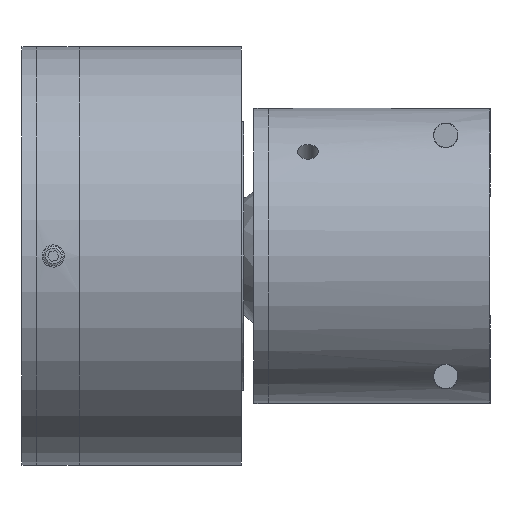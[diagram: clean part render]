
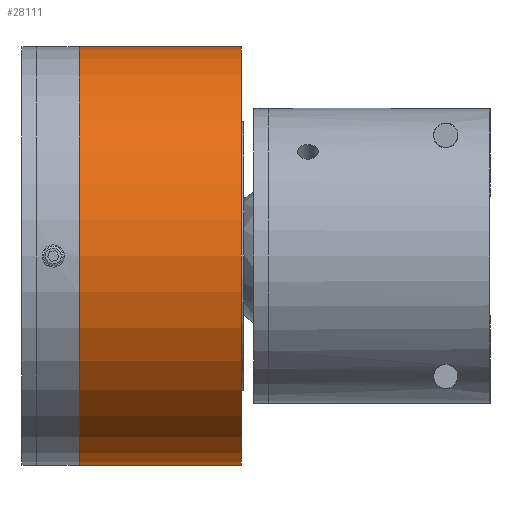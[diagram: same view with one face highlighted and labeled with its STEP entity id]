
A CAD part, front view. The second image highlights one B-rep face of the part: STEP entity #28111.
In plain terms, the highlighted cylindrical face has radius 42.5 mm (diameter 85 mm), a full revolution.
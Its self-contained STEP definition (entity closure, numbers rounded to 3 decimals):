
#2717 = EDGE_CURVE ( 'NONE', #18210, #15385, #17242, .T. ) ;
#2998 = CARTESIAN_POINT ( 'NONE',  ( 8.5, 0., 42.5 ) ) ;
#3817 = AXIS2_PLACEMENT_3D ( 'NONE', #7458, #4066, #16291 ) ;
#4012 = AXIS2_PLACEMENT_3D ( 'NONE', #21367, #33011, #35815 ) ;
#4066 = DIRECTION ( 'NONE',  ( -1., 0., 0. ) ) ;
#5431 = EDGE_LOOP ( 'NONE', ( #12460, #32863, #31619, #35442 ) ) ;
#5694 = VECTOR ( 'NONE', #7160, 1000. ) ;
#6789 = EDGE_CURVE ( 'NONE', #28639, #28639, #25453, .T. ) ;
#7160 = DIRECTION ( 'NONE',  ( -1., 0., 0. ) ) ;
#7458 = CARTESIAN_POINT ( 'NONE',  ( 41.5, 0., 0. ) ) ;
#7810 = CARTESIAN_POINT ( 'NONE',  ( 12.5, 41.5, -9.165 ) ) ;
#8033 = CIRCLE ( 'NONE', #16439, 42.5 ) ;
#8200 = DIRECTION ( 'NONE',  ( 1., 0., 0. ) ) ;
#9031 = VERTEX_POINT ( 'NONE', #2998 ) ;
#9646 = DIRECTION ( 'NONE',  ( 1., 0., 0. ) ) ;
#9918 = CIRCLE ( 'NONE', #11124, 42.5 ) ;
#9924 = FACE_OUTER_BOUND ( 'NONE', #32395, .T. ) ;
#10875 = DIRECTION ( 'NONE',  ( -1., 0., 0. ) ) ;
#11058 = CARTESIAN_POINT ( 'NONE',  ( 8.5, 41.5, 9.165 ) ) ;
#11124 = AXIS2_PLACEMENT_3D ( 'NONE', #27700, #8200, #37099 ) ;
#12460 = ORIENTED_EDGE ( 'NONE', *, *, #36621, .T. ) ;
#13709 = DIRECTION ( 'NONE',  ( 0., 0., 1. ) ) ;
#15067 = EDGE_CURVE ( 'NONE', #33963, #18210, #32905, .T. ) ;
#15385 = VERTEX_POINT ( 'NONE', #7810 ) ;
#16103 = CYLINDRICAL_SURFACE ( 'NONE', #4012, 42.5 ) ;
#16291 = DIRECTION ( 'NONE',  ( 0., 0., 1. ) ) ;
#16439 = AXIS2_PLACEMENT_3D ( 'NONE', #24751, #10875, #13709 ) ;
#17242 = CIRCLE ( 'NONE', #32843, 42.5 ) ;
#18210 = VERTEX_POINT ( 'NONE', #25352 ) ;
#20318 = ORIENTED_EDGE ( 'NONE', *, *, #22925, .F. ) ;
#20920 = CARTESIAN_POINT ( 'NONE',  ( 32.5, 41.5, -9.165 ) ) ;
#21241 = DIRECTION ( 'NONE',  ( 0., -1., 0. ) ) ;
#21367 = CARTESIAN_POINT ( 'NONE',  ( 8.5, 0., 0. ) ) ;
#22925 = EDGE_CURVE ( 'NONE', #9031, #9031, #8033, .T. ) ;
#23048 = VERTEX_POINT ( 'NONE', #20920 ) ;
#23767 = VECTOR ( 'NONE', #9646, 1000. ) ;
#24166 = FACE_BOUND ( 'NONE', #5431, .T. ) ;
#24751 = CARTESIAN_POINT ( 'NONE',  ( 8.5, 0., 0. ) ) ;
#24766 = LINE ( 'NONE', #32751, #23767 ) ;
#25352 = CARTESIAN_POINT ( 'NONE',  ( 12.5, 41.5, 9.165 ) ) ;
#25453 = CIRCLE ( 'NONE', #3817, 42.5 ) ;
#26020 = CARTESIAN_POINT ( 'NONE',  ( 32.5, 41.5, 9.165 ) ) ;
#26505 = CARTESIAN_POINT ( 'NONE',  ( 12.5, 0., 0. ) ) ;
#27700 = CARTESIAN_POINT ( 'NONE',  ( 32.5, 0., 0. ) ) ;
#28111 = ADVANCED_FACE ( 'NONE', ( #24166, #9924, #35626 ), #16103, .T. ) ;
#28620 = EDGE_CURVE ( 'NONE', #15385, #23048, #24766, .T. ) ;
#28639 = VERTEX_POINT ( 'NONE', #34467 ) ;
#31619 = ORIENTED_EDGE ( 'NONE', *, *, #2717, .T. ) ;
#32352 = DIRECTION ( 'NONE',  ( -1., 0., 0. ) ) ;
#32395 = EDGE_LOOP ( 'NONE', ( #20318 ) ) ;
#32751 = CARTESIAN_POINT ( 'NONE',  ( 8.5, 41.5, -9.165 ) ) ;
#32843 = AXIS2_PLACEMENT_3D ( 'NONE', #26505, #32352, #21241 ) ;
#32863 = ORIENTED_EDGE ( 'NONE', *, *, #15067, .T. ) ;
#32905 = LINE ( 'NONE', #11058, #5694 ) ;
#32932 = EDGE_LOOP ( 'NONE', ( #34779 ) ) ;
#33011 = DIRECTION ( 'NONE',  ( -1., 0., 0. ) ) ;
#33963 = VERTEX_POINT ( 'NONE', #26020 ) ;
#34467 = CARTESIAN_POINT ( 'NONE',  ( 41.5, 0., 42.5 ) ) ;
#34779 = ORIENTED_EDGE ( 'NONE', *, *, #6789, .T. ) ;
#35442 = ORIENTED_EDGE ( 'NONE', *, *, #28620, .T. ) ;
#35626 = FACE_OUTER_BOUND ( 'NONE', #32932, .T. ) ;
#35815 = DIRECTION ( 'NONE',  ( 0., 0., 1. ) ) ;
#36621 = EDGE_CURVE ( 'NONE', #23048, #33963, #9918, .T. ) ;
#37099 = DIRECTION ( 'NONE',  ( 0., 0., -1. ) ) ;
